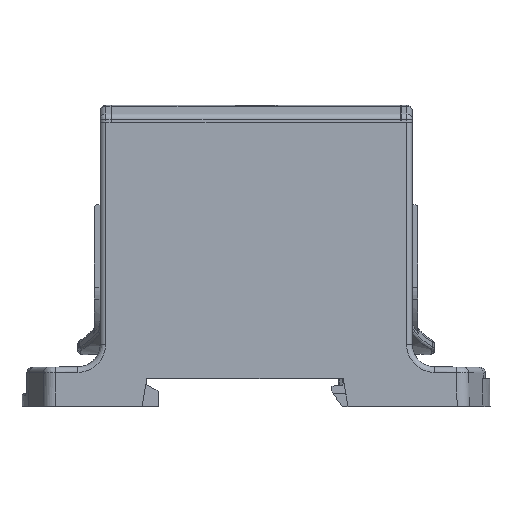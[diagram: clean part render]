
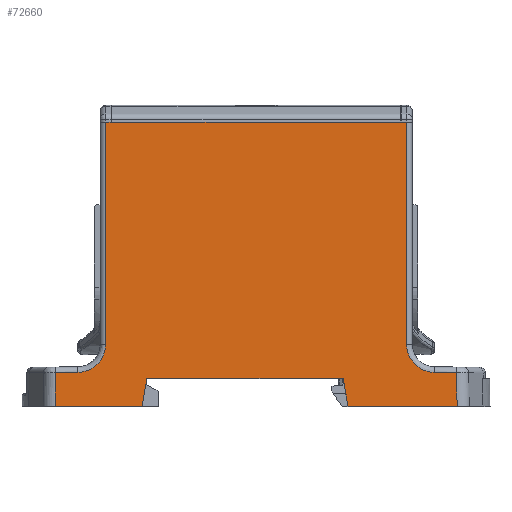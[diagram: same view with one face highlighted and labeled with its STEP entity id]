
A CAD part, top view. The second image highlights one B-rep face of the part: STEP entity #72660.
In plain terms, the highlighted face is planar.
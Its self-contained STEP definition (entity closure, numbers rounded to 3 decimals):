
#16660=CARTESIAN_POINT('',(-26.,51.,-15.));
#16670=DIRECTION('',(-1.,0.,0.));
#16680=VECTOR('',#16670,1.);
#16690=LINE('',#16660,#16680);
#16700=CARTESIAN_POINT('',(-26.,51.,-15.));
#16710=VERTEX_POINT('',#16700);
#16720=CARTESIAN_POINT('',(-27.,51.,-15.));
#16730=VERTEX_POINT('',#16720);
#16740=EDGE_CURVE('',#16710,#16730,#16690,.T.);
#20010=CARTESIAN_POINT('',(19.776,4.,
-15.41));
#20020=VERTEX_POINT('',#20010);
#27800=CARTESIAN_POINT('',(20.482,0.,-15.445));
#27810=DIRECTION('',(-0.174,0.985,
0.009));
#27820=VECTOR('',#27810,1.);
#27830=LINE('',#27800,#27820);
#27840=CARTESIAN_POINT('',(19.6,5.,-15.401));
#27850=VERTEX_POINT('',#27840);
#27860=EDGE_CURVE('',#20020,#27850,#27830,.T.);
#30830=CARTESIAN_POINT('',(36.052,0.,-15.445));
#30840=DIRECTION('',(-0.015,1.,
0.009));
#30850=VECTOR('',#30840,1.);
#30860=LINE('',#30830,#30850);
#30870=CARTESIAN_POINT('',(36.052,0.,-15.445));
#30880=VERTEX_POINT('',#30870);
#30890=CARTESIAN_POINT('',(35.958,6.061,
-15.392));
#30900=VERTEX_POINT('',#30890);
#30910=EDGE_CURVE('',#30880,#30900,#30860,.T.);
#34320=CARTESIAN_POINT('',(-36.052,0.,
-15.445));
#34330=VERTEX_POINT('',#34320);
#34360=CARTESIAN_POINT('',(-35.958,6.061,
-15.392));
#34370=DIRECTION('',(-0.015,-1.,
-0.009));
#34380=VECTOR('',#34370,1.);
#34390=LINE('',#34360,#34380);
#34400=CARTESIAN_POINT('',(-35.958,6.061,
-15.392));
#34410=VERTEX_POINT('',#34400);
#34420=EDGE_CURVE('',#34410,#34330,#34390,.T.);
#56690=CARTESIAN_POINT('',(0.,5.,-15.401));
#56700=DIRECTION('',(-1.,0.,0.));
#56710=VECTOR('',#56700,1.);
#56720=LINE('',#56690,#56710);
#56730=CARTESIAN_POINT('',(-15.6,5.,-15.401));
#56740=VERTEX_POINT('',#56730);
#56750=EDGE_CURVE('',#27850,#56740,#56720,.T.);
#70700=CARTESIAN_POINT('',(0.,0.,-15.445));
#70710=DIRECTION('',(1.,0.,0.));
#70720=VECTOR('',#70710,1.);
#70730=LINE('',#70700,#70720);
#70740=CARTESIAN_POINT('',(20.482,0.,-15.445));
#70750=VERTEX_POINT('',#70740);
#70760=EDGE_CURVE('',#70750,#30880,#70730,.T.);
#71590=CARTESIAN_POINT('',(-37.854,-1.275,
-15.456));
#71600=DIRECTION('',(0.,0.009,-1.));
#71610=DIRECTION('',(0.,-1.,-0.009));
#71620=AXIS2_PLACEMENT_3D('',#71590,#71600,#71610);
#71630=PLANE('',#71620);
#71640=ORIENTED_EDGE('',*,*,#30910,.F.);
#71650=CARTESIAN_POINT('',(35.958,6.061,
-15.392));
#71660=DIRECTION('',(-1.,0.009,
0.));
#71670=VECTOR('',#71660,1.);
#71680=LINE('',#71650,#71670);
#71690=CARTESIAN_POINT('',(31.956,6.096,
-15.392));
#71700=VERTEX_POINT('',#71690);
#71710=EDGE_CURVE('',#30900,#71700,#71680,.T.);
#71720=ORIENTED_EDGE('',*,*,#71710,.F.);
#71730=CARTESIAN_POINT('',(32.001,11.098,
-15.348));
#71740=DIRECTION('',(0.,0.009,
-1.));
#71750=DIRECTION('',(0.,-1.,-0.009));
#71760=AXIS2_PLACEMENT_3D('',#71730,#71740,#71750);
#71770=CIRCLE('',#71760,5.002);
#71780=CARTESIAN_POINT('',(27.,11.096,-15.348));
#71790=VERTEX_POINT('',#71780);
#71800=EDGE_CURVE('',#71700,#71790,#71770,.T.);
#71810=ORIENTED_EDGE('',*,*,#71800,.F.);
#71820=CARTESIAN_POINT('',(27.,11.096,-15.348));
#71830=DIRECTION('',(0.,1.,0.009));
#71840=VECTOR('',#71830,1.);
#71850=LINE('',#71820,#71840);
#71860=CARTESIAN_POINT('',(27.,51.,-15.));
#71870=VERTEX_POINT('',#71860);
#71880=EDGE_CURVE('',#71790,#71870,#71850,.T.);
#71890=ORIENTED_EDGE('',*,*,#71880,.F.);
#71900=CARTESIAN_POINT('',(27.,51.,-15.));
#71910=DIRECTION('',(-1.,0.,0.));
#71920=VECTOR('',#71910,1.);
#71930=LINE('',#71900,#71920);
#71940=CARTESIAN_POINT('',(26.,51.,-15.));
#71950=VERTEX_POINT('',#71940);
#71960=EDGE_CURVE('',#71870,#71950,#71930,.T.);
#71970=ORIENTED_EDGE('',*,*,#71960,.F.);
#71980=CARTESIAN_POINT('',(0.,51.,-15.));
#71990=DIRECTION('',(-1.,0.,0.));
#72000=VECTOR('',#71990,1.);
#72010=LINE('',#71980,#72000);
#72020=CARTESIAN_POINT('',(25.9,51.,-15.));
#72030=VERTEX_POINT('',#72020);
#72040=EDGE_CURVE('',#71950,#72030,#72010,.T.);
#72050=ORIENTED_EDGE('',*,*,#72040,.F.);
#72060=CARTESIAN_POINT('',(0.,51.,-15.));
#72070=DIRECTION('',(-1.,0.,0.));
#72080=VECTOR('',#72070,1.);
#72090=LINE('',#72060,#72080);
#72100=CARTESIAN_POINT('',(-25.9,51.,-15.));
#72110=VERTEX_POINT('',#72100);
#72120=EDGE_CURVE('',#72030,#72110,#72090,.T.);
#72130=ORIENTED_EDGE('',*,*,#72120,.F.);
#72140=EDGE_CURVE('',#72110,#16710,#72010,.T.);
#72150=ORIENTED_EDGE('',*,*,#72140,.F.);
#72160=ORIENTED_EDGE('',*,*,#16740,.F.);
#72170=CARTESIAN_POINT('',(-27.,51.,-15.));
#72180=DIRECTION('',(0.,-1.,-0.009));
#72190=VECTOR('',#72180,1.);
#72200=LINE('',#72170,#72190);
#72210=CARTESIAN_POINT('',(-27.,11.096,-15.348));
#72220=VERTEX_POINT('',#72210);
#72230=EDGE_CURVE('',#16730,#72220,#72200,.T.);
#72240=ORIENTED_EDGE('',*,*,#72230,.F.);
#72250=CARTESIAN_POINT('',(-31.999,11.096,
-15.348));
#72260=DIRECTION('',(0.,0.009,
-1.));
#72270=DIRECTION('',(0.,-1.,-0.009));
#72280=AXIS2_PLACEMENT_3D('',#72250,#72260,#72270);
#72290=CIRCLE('',#72280,4.999);
#72300=CARTESIAN_POINT('',(-31.956,6.096,
-15.392));
#72310=VERTEX_POINT('',#72300);
#72320=EDGE_CURVE('',#72220,#72310,#72290,.T.);
#72330=ORIENTED_EDGE('',*,*,#72320,.F.);
#72340=CARTESIAN_POINT('',(-31.956,6.096,
-15.392));
#72350=DIRECTION('',(-1.,-0.009,
0.));
#72360=VECTOR('',#72350,1.);
#72370=LINE('',#72340,#72360);
#72380=EDGE_CURVE('',#72310,#34410,#72370,.T.);
#72390=ORIENTED_EDGE('',*,*,#72380,.F.);
#72400=ORIENTED_EDGE('',*,*,#34420,.F.);
#72410=CARTESIAN_POINT('',(0.,0.,-15.445));
#72420=DIRECTION('',(1.,0.,0.));
#72430=VECTOR('',#72420,1.);
#72440=LINE('',#72410,#72430);
#72450=CARTESIAN_POINT('',(-16.482,0.,
-15.445));
#72460=VERTEX_POINT('',#72450);
#72470=EDGE_CURVE('',#34330,#72460,#72440,.T.);
#72480=ORIENTED_EDGE('',*,*,#72470,.F.);
#72490=CARTESIAN_POINT('',(-16.482,0.,-15.445));
#72500=DIRECTION('',(-0.174,-0.985,
-0.009));
#72510=VECTOR('',#72500,1.);
#72520=LINE('',#72490,#72510);
#72530=EDGE_CURVE('',#56740,#72460,#72520,.T.);
#72540=ORIENTED_EDGE('',*,*,#72530,.T.);
#72550=ORIENTED_EDGE('',*,*,#56750,.T.);
#72560=ORIENTED_EDGE('',*,*,#27860,.T.);
#72570=CARTESIAN_POINT('',(20.482,0.,-15.445));
#72580=DIRECTION('',(-0.174,0.985,
0.009));
#72590=VECTOR('',#72580,1.);
#72600=LINE('',#72570,#72590);
#72610=EDGE_CURVE('',#70750,#20020,#72600,.T.);
#72620=ORIENTED_EDGE('',*,*,#72610,.T.);
#72630=ORIENTED_EDGE('',*,*,#70760,.F.);
#72640=EDGE_LOOP('',(#72630,#72620,#72560,#72550,#72540,#72480,#72400,
#72390,#72330,#72240,#72160,#72150,#72130,#72050,#71970,#71890,#71810,
#71720,#71640));
#72650=FACE_OUTER_BOUND('',#72640,.T.);
#72660=ADVANCED_FACE('',(#72650),#71630,.T.);
